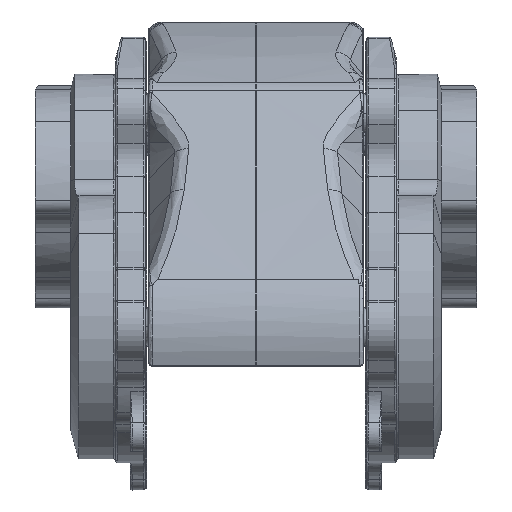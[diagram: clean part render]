
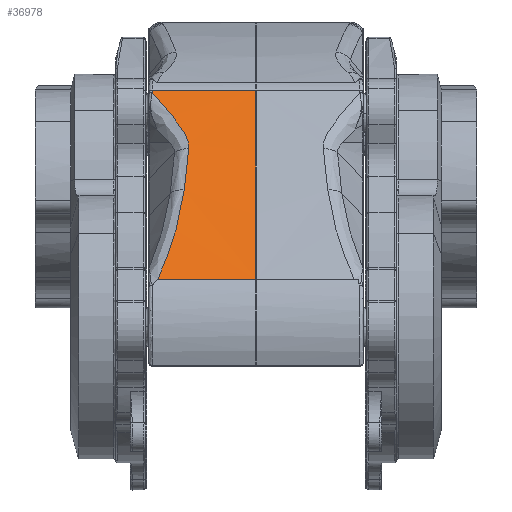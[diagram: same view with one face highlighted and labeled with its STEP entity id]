
A CAD part, top view. The second image highlights one B-rep face of the part: STEP entity #36978.
In plain terms, the highlighted cylindrical face has radius 1145.35 mm (diameter 2290.69 mm), a partial arc.
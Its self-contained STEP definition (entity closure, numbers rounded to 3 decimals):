
#184 = CARTESIAN_POINT ( 'NONE',  ( -22.872, 28.732, 44.355 ) ) ;
#941 = AXIS2_PLACEMENT_3D ( 'NONE', #24094, #1596, #27886 ) ;
#1580 = CARTESIAN_POINT ( 'NONE',  ( -20.46, 55.688, 21.868 ) ) ;
#1596 = DIRECTION ( 'NONE',  ( 1., 0., 0. ) ) ;
#2543 = ORIENTED_EDGE ( 'NONE', *, *, #42086, .T. ) ;
#3562 = ORIENTED_EDGE ( 'NONE', *, *, #47124, .F. ) ;
#3902 = B_SPLINE_CURVE_WITH_KNOTS ( 'NONE', 3,
 ( #19081, #41625, #34537, #12002 ),
 .UNSPECIFIED., .F., .F.,
 ( 4, 4 ),
 ( 0., 0.016 ),
 .UNSPECIFIED. ) ;
#3961 = CARTESIAN_POINT ( 'NONE',  ( -24.816, 22.263, 49.562 ) ) ;
#5344 = CARTESIAN_POINT ( 'NONE',  ( -20.023, 54.773, 22.654 ) ) ;
#5514 = CARTESIAN_POINT ( 'NONE',  ( -20.686, 39.586, 35.468 ) ) ;
#5610 = AXIS2_PLACEMENT_3D ( 'NONE', #32930, #44015, #36730 ) ;
#6991 = VECTOR ( 'NONE', #27291, 1000. ) ;
#7741 = CARTESIAN_POINT ( 'NONE',  ( -28.336, 13.773, 56.243 ) ) ;
#8549 = CARTESIAN_POINT ( 'NONE',  ( -30., 68.448, 10.722 ) ) ;
#8980 = CARTESIAN_POINT ( 'NONE',  ( -30., 67.837, 11.264 ) ) ;
#9144 = CARTESIAN_POINT ( 'NONE',  ( -19.799, 54.207, 23.14 ) ) ;
#12002 = CARTESIAN_POINT ( 'NONE',  ( -20.686, 39.586, 35.468 ) ) ;
#12517 = VERTEX_POINT ( 'NONE', #5514 ) ;
#12584 = B_SPLINE_CURVE_WITH_KNOTS ( 'NONE', 3,
 ( #15147, #41491, #18935, #45331, #22711, #184, #26493, #3961, #30276, #7741 ),
 .UNSPECIFIED., .F., .F.,
 ( 4, 2, 2, 2, 4 ),
 ( 0., 0.009, 0.013, 0.017, 0.034 ),
 .UNSPECIFIED. ) ;
#12751 = CARTESIAN_POINT ( 'NONE',  ( -27.763, 65.297, 13.507 ) ) ;
#12906 = CARTESIAN_POINT ( 'NONE',  ( -19.558, 53.438, 23.799 ) ) ;
#14169 = LINE ( 'NONE', #15351, #17725 ) ;
#14682 = B_SPLINE_CURVE_WITH_KNOTS ( 'NONE', 3,
 ( #8980, #31507, #12751, #39103, #16536, #42882, #20304, #46718, #24077, #1580, #27867, #5344, #31664, #9144, #35450, #12906, #39260, #16702, #43047, #20465 ),
 .UNSPECIFIED., .F., .F.,
 ( 4, 2, 2, 2, 2, 2, 2, 2, 2, 4 ),
 ( 0., 0.006, 0.012, 0.015, 0.018, 0.02, 0.021, 0.021, 0.023, 0.024 ),
 .UNSPECIFIED. ) ;
#15077 = VERTEX_POINT ( 'NONE', #42272 ) ;
#15147 = CARTESIAN_POINT ( 'NONE',  ( -20.686, 39.586, 35.468 ) ) ;
#15351 = CARTESIAN_POINT ( 'NONE',  ( -212.434, 13.773, 56.243 ) ) ;
#16536 = CARTESIAN_POINT ( 'NONE',  ( -24.497, 61.437, 16.89 ) ) ;
#16612 = VERTEX_POINT ( 'NONE', #8549 ) ;
#16702 = CARTESIAN_POINT ( 'NONE',  ( -19.384, 52.268, 24.799 ) ) ;
#17725 = VECTOR ( 'NONE', #34097, 1000. ) ;
#18935 = CARTESIAN_POINT ( 'NONE',  ( -21.334, 35.231, 39.064 ) ) ;
#19081 = CARTESIAN_POINT ( 'NONE',  ( -19.414, 51.475, 25.475 ) ) ;
#19381 = CARTESIAN_POINT ( 'NONE',  ( -28.336, 13.773, 56.243 ) ) ;
#20304 = CARTESIAN_POINT ( 'NONE',  ( -22.459, 58.794, 19.186 ) ) ;
#20327 = CARTESIAN_POINT ( 'NONE',  ( 0., -691.372, -846.301 ) ) ;
#20465 = CARTESIAN_POINT ( 'NONE',  ( -19.414, 51.475, 25.475 ) ) ;
#22711 = CARTESIAN_POINT ( 'NONE',  ( -22.305, 30.895, 42.601 ) ) ;
#23316 = EDGE_CURVE ( 'NONE', #12517, #37503, #12584, .T. ) ;
#24077 = CARTESIAN_POINT ( 'NONE',  ( -21.059, 56.753, 20.95 ) ) ;
#24094 = CARTESIAN_POINT ( 'NONE',  ( -30., -691.372, -846.301 ) ) ;
#24105 = DIRECTION ( 'NONE',  ( 0., 0., -1. ) ) ;
#24472 = EDGE_LOOP ( 'NONE', ( #2543, #48387, #35035, #31941, #3562, #31733, #36289 ) ) ;
#26493 = CARTESIAN_POINT ( 'NONE',  ( -23.179, 27.651, 45.228 ) ) ;
#26743 = CARTESIAN_POINT ( 'NONE',  ( -19.414, 51.475, 25.475 ) ) ;
#27291 = DIRECTION ( 'NONE',  ( 1., 0., 0. ) ) ;
#27867 = CARTESIAN_POINT ( 'NONE',  ( -20.273, 55.328, 22.178 ) ) ;
#27886 = DIRECTION ( 'NONE',  ( 0., 0., -1. ) ) ;
#28093 = EDGE_CURVE ( 'NONE', #39704, #47480, #14682, .T. ) ;
#30201 = FACE_OUTER_BOUND ( 'NONE', #24472, .T. ) ;
#30276 = CARTESIAN_POINT ( 'NONE',  ( -26.456, 18.003, 52.939 ) ) ;
#31507 = CARTESIAN_POINT ( 'NONE',  ( -28.877, 66.57, 12.385 ) ) ;
#31664 = CARTESIAN_POINT ( 'NONE',  ( -19.944, 54.587, 22.814 ) ) ;
#31733 = ORIENTED_EDGE ( 'NONE', *, *, #47553, .T. ) ;
#31941 = ORIENTED_EDGE ( 'NONE', *, *, #34924, .F. ) ;
#32930 = CARTESIAN_POINT ( 'NONE',  ( -212.434, -691.372, -846.301 ) ) ;
#34052 = CARTESIAN_POINT ( 'NONE',  ( -30., 67.837, 11.264 ) ) ;
#34097 = DIRECTION ( 'NONE',  ( 1., 0., 0. ) ) ;
#34537 = CARTESIAN_POINT ( 'NONE',  ( -20.192, 43.567, 32.167 ) ) ;
#34872 = CARTESIAN_POINT ( 'NONE',  ( -212.434, 68.448, 10.722 ) ) ;
#34924 = EDGE_CURVE ( 'NONE', #15077, #43282, #39135, .T. ) ;
#35035 = ORIENTED_EDGE ( 'NONE', *, *, #45269, .T. ) ;
#35450 = CARTESIAN_POINT ( 'NONE',  ( -19.733, 54.015, 23.305 ) ) ;
#36289 = ORIENTED_EDGE ( 'NONE', *, *, #28093, .T. ) ;
#36730 = DIRECTION ( 'NONE',  ( 0., 0., -1. ) ) ;
#36978 = ADVANCED_FACE ( 'NONE', ( #30201 ), #39099, .T. ) ;
#37047 = LINE ( 'NONE', #34872, #6991 ) ;
#37503 = VERTEX_POINT ( 'NONE', #19381 ) ;
#38355 = AXIS2_PLACEMENT_3D ( 'NONE', #20327, #46738, #24105 ) ;
#38831 = CIRCLE ( 'NONE', #941, 1145.345 ) ;
#39099 = CYLINDRICAL_SURFACE ( 'NONE', #5610, 1145.345 ) ;
#39103 = CARTESIAN_POINT ( 'NONE',  ( -25.574, 62.73, 15.76 ) ) ;
#39135 = CIRCLE ( 'NONE', #38355, 1145.345 ) ;
#39260 = CARTESIAN_POINT ( 'NONE',  ( -19.474, 53.05, 24.131 ) ) ;
#39704 = VERTEX_POINT ( 'NONE', #34052 ) ;
#40804 = CARTESIAN_POINT ( 'NONE',  ( 0., 13.773, 56.243 ) ) ;
#41491 = CARTESIAN_POINT ( 'NONE',  ( -20.957, 37.405, 37.275 ) ) ;
#41625 = CARTESIAN_POINT ( 'NONE',  ( -19.767, 47.53, 28.837 ) ) ;
#42086 = EDGE_CURVE ( 'NONE', #47480, #12517, #3902, .T. ) ;
#42272 = CARTESIAN_POINT ( 'NONE',  ( 0., 68.448, 10.722 ) ) ;
#42882 = CARTESIAN_POINT ( 'NONE',  ( -22.959, 59.459, 18.609 ) ) ;
#43047 = CARTESIAN_POINT ( 'NONE',  ( -19.378, 51.873, 25.136 ) ) ;
#43282 = VERTEX_POINT ( 'NONE', #40804 ) ;
#44015 = DIRECTION ( 'NONE',  ( 1., 0., 0. ) ) ;
#45269 = EDGE_CURVE ( 'NONE', #37503, #43282, #14169, .T. ) ;
#45331 = CARTESIAN_POINT ( 'NONE',  ( -22.044, 31.978, 41.72 ) ) ;
#46718 = CARTESIAN_POINT ( 'NONE',  ( -21.51, 57.441, 20.357 ) ) ;
#46738 = DIRECTION ( 'NONE',  ( 1., 0., 0. ) ) ;
#47124 = EDGE_CURVE ( 'NONE', #16612, #15077, #37047, .T. ) ;
#47480 = VERTEX_POINT ( 'NONE', #26743 ) ;
#47553 = EDGE_CURVE ( 'NONE', #16612, #39704, #38831, .T. ) ;
#48387 = ORIENTED_EDGE ( 'NONE', *, *, #23316, .T. ) ;
